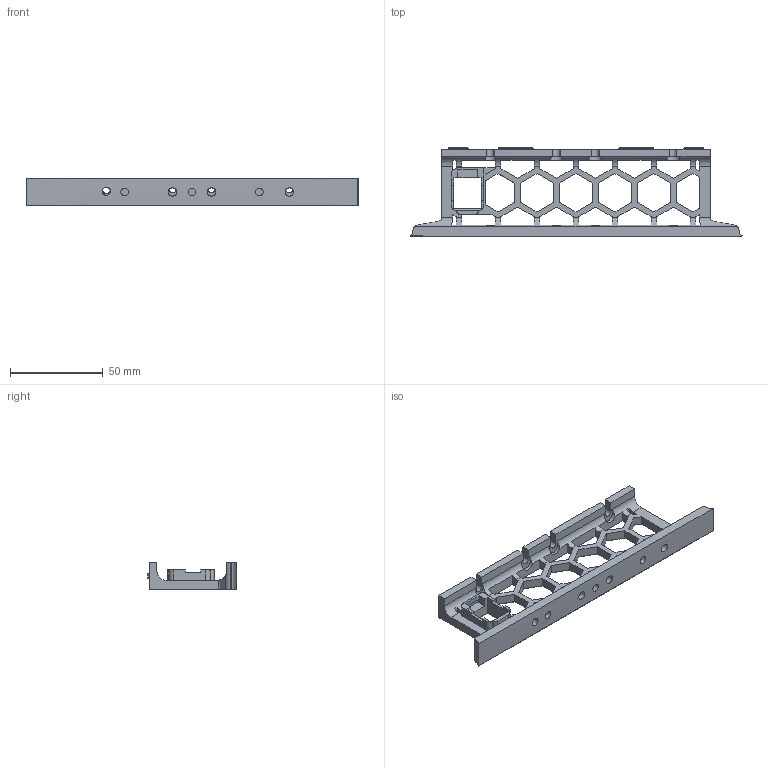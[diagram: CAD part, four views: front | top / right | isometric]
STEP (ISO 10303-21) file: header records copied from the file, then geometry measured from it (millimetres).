
FILE_DESCRIPTION(/* description */ (''),/* implementation_level */ '2;1');
FILE_NAME(/* name */ 'MicronSideSkirtKeystonePort.step',/* time_stamp */ '2022-03-30T16:29:59-07:00',/* author */ (''),/* organization */ (''),/* preprocessor_version */ 'ST-DEVELOPER v18.1',/* originating_system */ 'Autodesk Translation Framework v10.13.0.1454',/* authorisation */ '');
FILE_SCHEMA (('AUTOMOTIVE_DESIGN { 1 0 10303 214 3 1 1 }'));
Length unit declared in the file: millimetre
Products named in the file (1): SideSkirtKeystoneV2
Bounding box: 179 x 47.75 x 15 mm (x, y, z)
Volume: 34675.5 mm3; surface area: 22358.2 mm2
Topology: 1 solids, 1 shells, 374 faces, 1031 edges, 645 vertices
Faces by surface type: plane 331, cylinder 35, cone 8
Full cylindrical faces by diameter (mm): 4.2 x3, 4.5 x4
Entity records: 11941 total; most frequent: CARTESIAN_POINT 2307, ORIENTED_EDGE 2066, DIRECTION 1862, EDGE_CURVE 1033, LINE 898, VECTOR 898, VERTEX_POINT 647, AXIS2_PLACEMENT_3D 482
